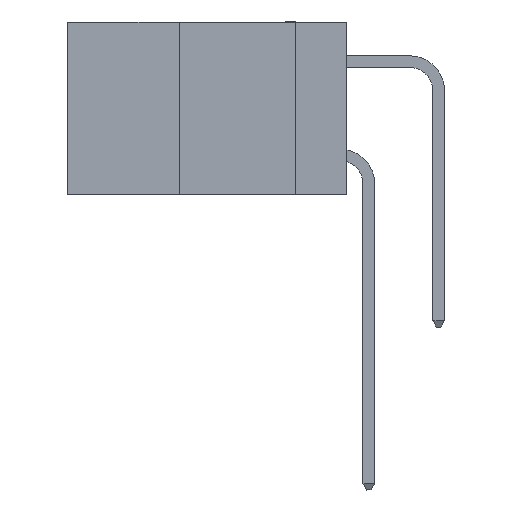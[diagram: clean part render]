
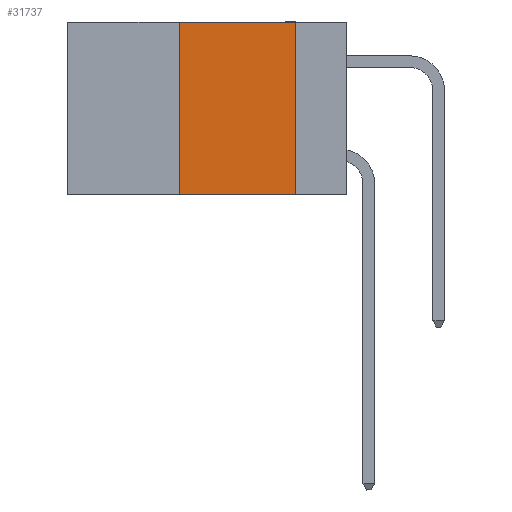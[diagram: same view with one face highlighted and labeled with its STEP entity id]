
A CAD part, left-side view. The second image highlights one B-rep face of the part: STEP entity #31737.
In plain terms, the highlighted planar face has unit normal (-1, 0, 0).
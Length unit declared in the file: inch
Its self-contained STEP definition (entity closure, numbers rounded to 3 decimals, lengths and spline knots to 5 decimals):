
#272 = DIRECTION ( 'NONE',  ( 0., -1., 0. ) ) ;
#542 = ORIENTED_EDGE ( 'NONE', *, *, #16910, .F. ) ;
#627 = VERTEX_POINT ( 'NONE', #32351 ) ;
#654 = EDGE_LOOP ( 'NONE', ( #542, #32691, #32248, #35883 ) ) ;
#1617 = CARTESIAN_POINT ( 'NONE',  ( 0., 0.36, -0.37 ) ) ;
#1730 = CARTESIAN_POINT ( 'NONE',  ( 0., 0.11, 0. ) ) ;
#2143 = PLANE ( 'NONE',  #4865 ) ;
#3029 = CARTESIAN_POINT ( 'NONE',  ( 0., 0.6, 0. ) ) ;
#4444 = VERTEX_POINT ( 'NONE', #5355 ) ;
#4838 = DIRECTION ( 'NONE',  ( 0., 0., -1. ) ) ;
#4865 = AXIS2_PLACEMENT_3D ( 'NONE', #8263, #28576, #11233 ) ;
#5223 = CARTESIAN_POINT ( 'NONE',  ( 0., 0.36, 0. ) ) ;
#5355 = CARTESIAN_POINT ( 'NONE',  ( 0., 0.36, 0. ) ) ;
#7270 = EDGE_CURVE ( 'NONE', #33515, #4444, #34634, .T. ) ;
#8263 = CARTESIAN_POINT ( 'NONE',  ( 0., 0.6, 0. ) ) ;
#9637 = VERTEX_POINT ( 'NONE', #24452 ) ;
#11233 = DIRECTION ( 'NONE',  ( 0., 0., -1. ) ) ;
#16910 = EDGE_CURVE ( 'NONE', #9637, #627, #34164, .T. ) ;
#21575 = EDGE_CURVE ( 'NONE', #33515, #627, #26210, .T. ) ;
#22856 = DIRECTION ( 'NONE',  ( 0., 0., 1. ) ) ;
#23932 = CARTESIAN_POINT ( 'NONE',  ( 0., 0.6, -0.37 ) ) ;
#23984 = VECTOR ( 'NONE', #32234, 39.37008 ) ;
#24452 = CARTESIAN_POINT ( 'NONE',  ( 0., 0.11, 0. ) ) ;
#25333 = VECTOR ( 'NONE', #272, 39.37008 ) ;
#26210 = LINE ( 'NONE', #23932, #25333 ) ;
#26419 = FACE_OUTER_BOUND ( 'NONE', #654, .T. ) ;
#26575 = VECTOR ( 'NONE', #4838, 39.37008 ) ;
#27924 = VECTOR ( 'NONE', #22856, 39.37008 ) ;
#28165 = EDGE_CURVE ( 'NONE', #4444, #9637, #32435, .T. ) ;
#28576 = DIRECTION ( 'NONE',  ( 1., 0., 0. ) ) ;
#31737 = ADVANCED_FACE ( 'NONE', ( #26419 ), #2143, .F. ) ;
#32234 = DIRECTION ( 'NONE',  ( 0., -1., 0. ) ) ;
#32248 = ORIENTED_EDGE ( 'NONE', *, *, #7270, .F. ) ;
#32351 = CARTESIAN_POINT ( 'NONE',  ( 0., 0.11, -0.37 ) ) ;
#32435 = LINE ( 'NONE', #3029, #23984 ) ;
#32691 = ORIENTED_EDGE ( 'NONE', *, *, #28165, .F. ) ;
#33515 = VERTEX_POINT ( 'NONE', #1617 ) ;
#34164 = LINE ( 'NONE', #1730, #26575 ) ;
#34634 = LINE ( 'NONE', #5223, #27924 ) ;
#35883 = ORIENTED_EDGE ( 'NONE', *, *, #21575, .T. ) ;
